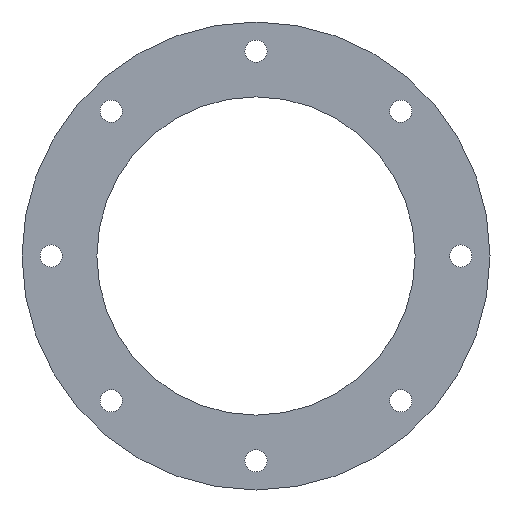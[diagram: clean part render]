
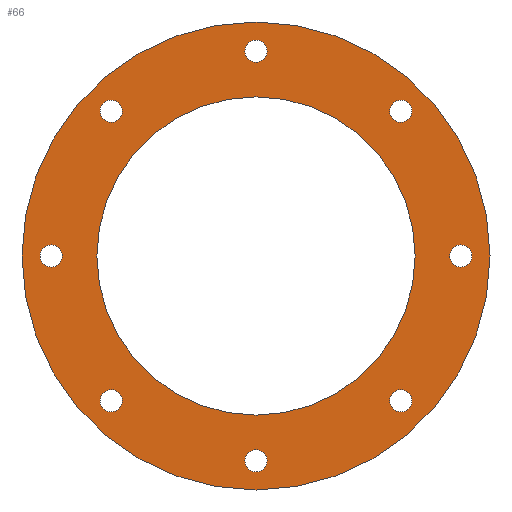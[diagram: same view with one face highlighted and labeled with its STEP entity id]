
A CAD part, left-side view. The second image highlights one B-rep face of the part: STEP entity #66.
In plain terms, the highlighted planar face has unit normal (-1, 0, 0).
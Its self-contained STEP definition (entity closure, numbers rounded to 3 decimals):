
#66 = ADVANCED_FACE( '', ( #149, #150, #151, #152, #153, #154, #155, #156, #157, #158 ), #159, .T. );
#149 = FACE_BOUND( '', #236, .T. );
#150 = FACE_BOUND( '', #237, .T. );
#151 = FACE_BOUND( '', #238, .T. );
#152 = FACE_BOUND( '', #239, .T. );
#153 = FACE_BOUND( '', #240, .T. );
#154 = FACE_BOUND( '', #241, .T. );
#155 = FACE_BOUND( '', #242, .T. );
#156 = FACE_BOUND( '', #243, .T. );
#157 = FACE_BOUND( '', #244, .T. );
#158 = FACE_OUTER_BOUND( '', #245, .T. );
#159 = PLANE( '', #246 );
#236 = EDGE_LOOP( '', ( #343 ) );
#237 = EDGE_LOOP( '', ( #344 ) );
#238 = EDGE_LOOP( '', ( #345 ) );
#239 = EDGE_LOOP( '', ( #346 ) );
#240 = EDGE_LOOP( '', ( #347 ) );
#241 = EDGE_LOOP( '', ( #348 ) );
#242 = EDGE_LOOP( '', ( #349 ) );
#243 = EDGE_LOOP( '', ( #350 ) );
#244 = EDGE_LOOP( '', ( #351 ) );
#245 = EDGE_LOOP( '', ( #352 ) );
#246 = AXIS2_PLACEMENT_3D( '', #353, #354, #355 );
#343 = ORIENTED_EDGE( '', *, *, #395, .T. );
#344 = ORIENTED_EDGE( '', *, *, #393, .T. );
#345 = ORIENTED_EDGE( '', *, *, #404, .T. );
#346 = ORIENTED_EDGE( '', *, *, #397, .T. );
#347 = ORIENTED_EDGE( '', *, *, #389, .T. );
#348 = ORIENTED_EDGE( '', *, *, #405, .T. );
#349 = ORIENTED_EDGE( '', *, *, #399, .T. );
#350 = ORIENTED_EDGE( '', *, *, #370, .T. );
#351 = ORIENTED_EDGE( '', *, *, #387, .T. );
#352 = ORIENTED_EDGE( '', *, *, #401, .F. );
#353 = CARTESIAN_POINT( '', ( 0., 100., 0. ) );
#354 = DIRECTION( '', ( -1., 0., 0. ) );
#355 = DIRECTION( '', ( 0., 0., 1. ) );
#370 = EDGE_CURVE( '', #411, #411, #412, .T. );
#387 = EDGE_CURVE( '', #441, #441, #442, .T. );
#389 = EDGE_CURVE( '', #444, #444, #445, .T. );
#393 = EDGE_CURVE( '', #450, #450, #451, .T. );
#395 = EDGE_CURVE( '', #453, #453, #454, .T. );
#397 = EDGE_CURVE( '', #456, #456, #457, .T. );
#399 = EDGE_CURVE( '', #459, #459, #460, .T. );
#401 = EDGE_CURVE( '', #462, #462, #463, .T. );
#404 = EDGE_CURVE( '', #466, #466, #467, .T. );
#405 = EDGE_CURVE( '', #468, #468, #469, .T. );
#411 = VERTEX_POINT( '', #475 );
#412 = CIRCLE( '', #476, 4.75 );
#441 = VERTEX_POINT( '', #505 );
#442 = CIRCLE( '', #506, 4.75 );
#444 = VERTEX_POINT( '', #508 );
#445 = CIRCLE( '', #509, 4.75 );
#450 = VERTEX_POINT( '', #514 );
#451 = CIRCLE( '', #515, 4.75 );
#453 = VERTEX_POINT( '', #517 );
#454 = CIRCLE( '', #518, 68. );
#456 = VERTEX_POINT( '', #520 );
#457 = CIRCLE( '', #521, 4.75 );
#459 = VERTEX_POINT( '', #523 );
#460 = CIRCLE( '', #524, 4.75 );
#462 = VERTEX_POINT( '', #526 );
#463 = CIRCLE( '', #527, 100. );
#466 = VERTEX_POINT( '', #530 );
#467 = CIRCLE( '', #531, 4.75 );
#468 = VERTEX_POINT( '', #532 );
#469 = CIRCLE( '', #533, 4.75 );
#475 = CARTESIAN_POINT( '', ( 0., 61.872, 57.122 ) );
#476 = AXIS2_PLACEMENT_3D( '', #539, #540, #541 );
#505 = CARTESIAN_POINT( '', ( 0., 61.872, -66.622 ) );
#506 = AXIS2_PLACEMENT_3D( '', #578, #579, #580 );
#508 = CARTESIAN_POINT( '', ( 0., -87.5, -4.75 ) );
#509 = AXIS2_PLACEMENT_3D( '', #581, #582, #583 );
#514 = CARTESIAN_POINT( '', ( 0., 87.5, -4.75 ) );
#515 = AXIS2_PLACEMENT_3D( '', #587, #588, #589 );
#517 = CARTESIAN_POINT( '', ( 0., 0., -68. ) );
#518 = AXIS2_PLACEMENT_3D( '', #590, #591, #592 );
#520 = CARTESIAN_POINT( '', ( 0., -61.872, -66.622 ) );
#521 = AXIS2_PLACEMENT_3D( '', #593, #594, #595 );
#523 = CARTESIAN_POINT( '', ( 0., 0., 82.75 ) );
#524 = AXIS2_PLACEMENT_3D( '', #596, #597, #598 );
#526 = CARTESIAN_POINT( '', ( 0., 0., -100. ) );
#527 = AXIS2_PLACEMENT_3D( '', #599, #600, #601 );
#530 = CARTESIAN_POINT( '', ( 0., 0., -92.25 ) );
#531 = AXIS2_PLACEMENT_3D( '', #602, #603, #604 );
#532 = CARTESIAN_POINT( '', ( 0., -61.872, 57.122 ) );
#533 = AXIS2_PLACEMENT_3D( '', #605, #606, #607 );
#539 = CARTESIAN_POINT( '', ( 0., 61.872, 61.872 ) );
#540 = DIRECTION( '', ( 1., 0., 0. ) );
#541 = DIRECTION( '', ( 0., 0., -1. ) );
#578 = CARTESIAN_POINT( '', ( 0., 61.872, -61.872 ) );
#579 = DIRECTION( '', ( 1., 0., 0. ) );
#580 = DIRECTION( '', ( 0., 0., -1. ) );
#581 = CARTESIAN_POINT( '', ( 0., -87.5, 0. ) );
#582 = DIRECTION( '', ( 1., 0., 0. ) );
#583 = DIRECTION( '', ( 0., 0., -1. ) );
#587 = CARTESIAN_POINT( '', ( 0., 87.5, 0. ) );
#588 = DIRECTION( '', ( 1., 0., 0. ) );
#589 = DIRECTION( '', ( 0., 0., -1. ) );
#590 = CARTESIAN_POINT( '', ( 0., 0., 0. ) );
#591 = DIRECTION( '', ( 1., 0., 0. ) );
#592 = DIRECTION( '', ( 0., 0., -1. ) );
#593 = CARTESIAN_POINT( '', ( 0., -61.872, -61.872 ) );
#594 = DIRECTION( '', ( 1., 0., 0. ) );
#595 = DIRECTION( '', ( 0., 0., -1. ) );
#596 = CARTESIAN_POINT( '', ( 0., 0., 87.5 ) );
#597 = DIRECTION( '', ( 1., 0., 0. ) );
#598 = DIRECTION( '', ( 0., 0., -1. ) );
#599 = CARTESIAN_POINT( '', ( 0., 0., 0. ) );
#600 = DIRECTION( '', ( 1., 0., 0. ) );
#601 = DIRECTION( '', ( 0., 0., -1. ) );
#602 = CARTESIAN_POINT( '', ( 0., 0., -87.5 ) );
#603 = DIRECTION( '', ( 1., 0., 0. ) );
#604 = DIRECTION( '', ( 0., 0., -1. ) );
#605 = CARTESIAN_POINT( '', ( 0., -61.872, 61.872 ) );
#606 = DIRECTION( '', ( 1., 0., 0. ) );
#607 = DIRECTION( '', ( 0., 0., -1. ) );
